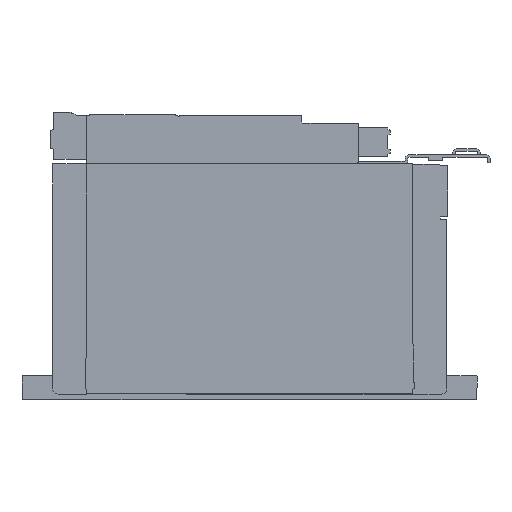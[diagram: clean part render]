
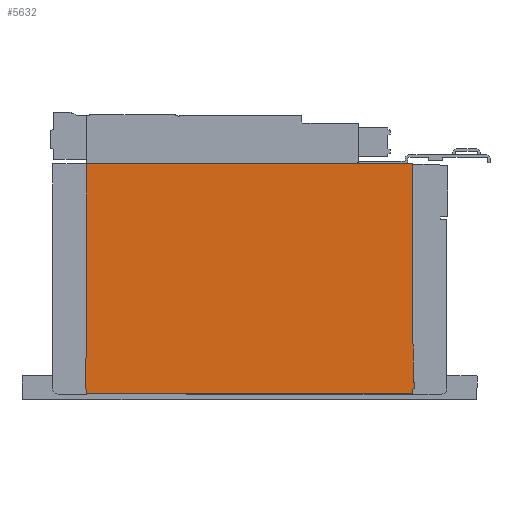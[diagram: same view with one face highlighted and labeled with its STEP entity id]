
A CAD part, left-side view. The second image highlights one B-rep face of the part: STEP entity #5632.
In plain terms, the highlighted planar face has unit normal (-1, 0, 0).
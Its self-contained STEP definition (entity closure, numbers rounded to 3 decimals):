
#1189=FACE_OUTER_BOUND($,#1372,.T.);
#1372=EDGE_LOOP($,(#5291,#5292,#5293,#5294,#5295,#5296,#5297,#5298,#5299,
#5300,#5301,#5302,#5303));
#2409=LINE($,#11042,#3482);
#2412=LINE($,#11048,#3485);
#2415=LINE($,#11054,#3488);
#2418=LINE($,#11060,#3491);
#2421=LINE($,#11066,#3494);
#2432=LINE($,#11088,#3505);
#2435=LINE($,#11093,#3508);
#2437=LINE($,#11097,#3510);
#2439=LINE($,#11101,#3512);
#2441=LINE($,#11105,#3514);
#2443=LINE($,#11109,#3516);
#2444=LINE($,#11111,#3517);
#2445=LINE($,#11113,#3518);
#3482=VECTOR($,#7738,1.804);
#3485=VECTOR($,#7743,0.708);
#3488=VECTOR($,#7748,0.19);
#3491=VECTOR($,#7753,23.5);
#3494=VECTOR($,#7758,79.209);
#3505=VECTOR($,#7773,1.804);
#3508=VECTOR($,#7778,0.969);
#3510=VECTOR($,#7782,11.042);
#3512=VECTOR($,#7786,5.007);
#3514=VECTOR($,#7790,7.2);
#3516=VECTOR($,#7794,79.274);
#3517=VECTOR($,#7797,149.001);
#3518=VECTOR($,#7800,148.845);
#3819=VERTEX_POINT($,#11039);
#3820=VERTEX_POINT($,#11041);
#3822=VERTEX_POINT($,#11047);
#3824=VERTEX_POINT($,#11053);
#3826=VERTEX_POINT($,#11059);
#3828=VERTEX_POINT($,#11065);
#3836=VERTEX_POINT($,#11085);
#3837=VERTEX_POINT($,#11087);
#3838=VERTEX_POINT($,#11091);
#3839=VERTEX_POINT($,#11095);
#3840=VERTEX_POINT($,#11099);
#3841=VERTEX_POINT($,#11103);
#3842=VERTEX_POINT($,#11107);
#4293=EDGE_CURVE($,#3820,#3819,#2409,.T.);
#4296=EDGE_CURVE($,#3822,#3820,#2412,.T.);
#4299=EDGE_CURVE($,#3824,#3822,#2415,.T.);
#4302=EDGE_CURVE($,#3826,#3824,#2418,.T.);
#4305=EDGE_CURVE($,#3828,#3826,#2421,.T.);
#4316=EDGE_CURVE($,#3837,#3836,#2432,.T.);
#4319=EDGE_CURVE($,#3836,#3838,#2435,.T.);
#4321=EDGE_CURVE($,#3838,#3839,#2437,.T.);
#4323=EDGE_CURVE($,#3839,#3840,#2439,.T.);
#4325=EDGE_CURVE($,#3840,#3841,#2441,.T.);
#4327=EDGE_CURVE($,#3841,#3842,#2443,.T.);
#4328=EDGE_CURVE($,#3842,#3828,#2444,.T.);
#4329=EDGE_CURVE($,#3819,#3837,#2445,.T.);
#5291=ORIENTED_EDGE($,*,*,#4329,.T.);
#5292=ORIENTED_EDGE($,*,*,#4316,.T.);
#5293=ORIENTED_EDGE($,*,*,#4319,.T.);
#5294=ORIENTED_EDGE($,*,*,#4321,.T.);
#5295=ORIENTED_EDGE($,*,*,#4323,.T.);
#5296=ORIENTED_EDGE($,*,*,#4325,.T.);
#5297=ORIENTED_EDGE($,*,*,#4327,.T.);
#5298=ORIENTED_EDGE($,*,*,#4328,.T.);
#5299=ORIENTED_EDGE($,*,*,#4305,.T.);
#5300=ORIENTED_EDGE($,*,*,#4302,.T.);
#5301=ORIENTED_EDGE($,*,*,#4299,.T.);
#5302=ORIENTED_EDGE($,*,*,#4296,.T.);
#5303=ORIENTED_EDGE($,*,*,#4293,.T.);
#5449=PLANE($,#6011);
#5632=ADVANCED_FACE($,(#1189),#5449,.T.);
#6011=AXIS2_PLACEMENT_3D($,#11114,#7801,#7802);
#7738=DIRECTION($,(0.,-0.001,-1.));
#7743=DIRECTION($,(0.,-0.708,-0.706));
#7748=DIRECTION($,(0.,-1.,0.));
#7753=DIRECTION($,(0.,0.026,-1.));
#7758=DIRECTION($,(0.,0.,-1.));
#7773=DIRECTION($,(0.,-0.001,1.));
#7778=DIRECTION($,(0.,-0.707,0.707));
#7782=DIRECTION($,(0.,0.026,1.));
#7786=DIRECTION($,(0.,0.026,1.));
#7790=DIRECTION($,(0.,0.026,1.));
#7794=DIRECTION($,(0.,0.,1.));
#7797=DIRECTION($,(0.,1.,0.));
#7800=DIRECTION($,(0.,-1.,0.));
#7801=DIRECTION('center_axis',(-1.,0.,0.));
#7802=DIRECTION('ref_axis',(0.,0.,1.));
#11039=CARTESIAN_POINT('',(0.,77.17,2.694));
#11041=CARTESIAN_POINT('',(0.,77.171,4.498));
#11042=CARTESIAN_POINT($,(0.,77.171,4.498));
#11047=CARTESIAN_POINT('',(0.,77.673,4.998));
#11048=CARTESIAN_POINT($,(0.,77.673,4.998));
#11053=CARTESIAN_POINT('',(0.,77.863,4.998));
#11054=CARTESIAN_POINT($,(0.,77.863,4.998));
#11059=CARTESIAN_POINT('',(0.,77.248,28.489));
#11060=CARTESIAN_POINT($,(0.,77.248,28.489));
#11065=CARTESIAN_POINT('',(0.,77.248,107.698));
#11066=CARTESIAN_POINT($,(0.,77.248,107.698));
#11085=CARTESIAN_POINT('',(0.,-71.676,4.498));
#11087=CARTESIAN_POINT('',(0.,-71.675,2.694));
#11088=CARTESIAN_POINT($,(0.,-71.675,2.694));
#11091=CARTESIAN_POINT('',(0.,-72.361,5.183));
#11093=CARTESIAN_POINT($,(0.,-71.676,4.498));
#11095=CARTESIAN_POINT('',(0.,-72.072,16.222));
#11097=CARTESIAN_POINT($,(0.,-72.361,5.183));
#11099=CARTESIAN_POINT('',(0.,-71.941,21.227));
#11101=CARTESIAN_POINT($,(0.,-72.072,16.222));
#11103=CARTESIAN_POINT('',(0.,-71.753,28.425));
#11105=CARTESIAN_POINT($,(0.,-71.941,21.227));
#11107=CARTESIAN_POINT('',(0.,-71.753,107.698));
#11109=CARTESIAN_POINT($,(0.,-71.753,28.425));
#11111=CARTESIAN_POINT($,(0.,-71.753,107.698));
#11113=CARTESIAN_POINT($,(0.,77.17,2.694));
#11114=CARTESIAN_POINT('Origin',(0.,-9.737,
55.138));
